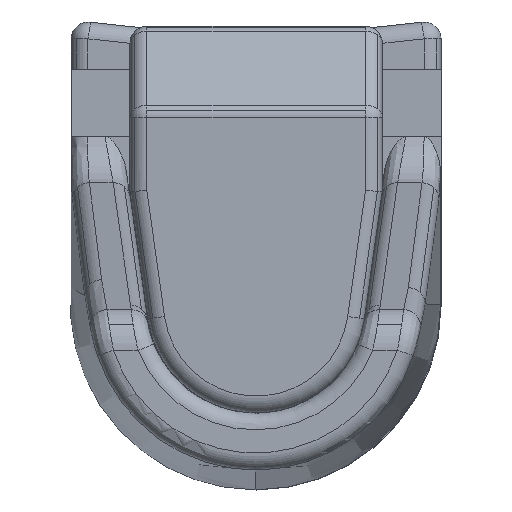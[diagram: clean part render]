
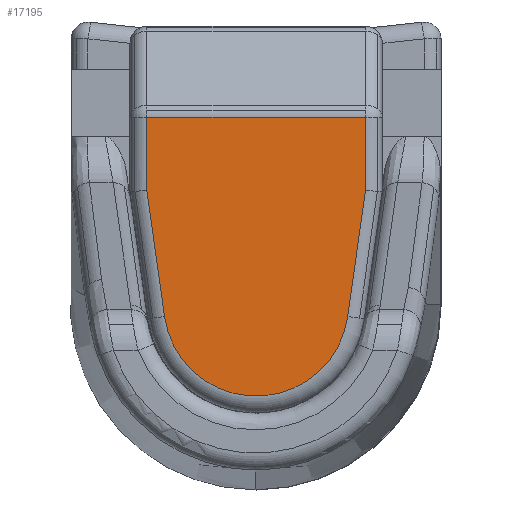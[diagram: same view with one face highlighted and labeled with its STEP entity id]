
A CAD part, top view. The second image highlights one B-rep face of the part: STEP entity #17195.
In plain terms, the highlighted planar face has unit normal (0, 0, 1).
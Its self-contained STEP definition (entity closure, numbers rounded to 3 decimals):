
#7549 = CYLINDRICAL_SURFACE('',#7550,1.);
#7550 = AXIS2_PLACEMENT_3D('',#7551,#7552,#7553);
#7551 = CARTESIAN_POINT('',(1.921,11.086,45.9));
#7552 = DIRECTION('',(1.,0.,0.));
#7553 = DIRECTION('',(-0.,0.383,0.924));
#7574 = VERTEX_POINT('',#7575);
#7575 = CARTESIAN_POINT('',(-6.454,11.086,46.9));
#7619 = EDGE_CURVE('',#7574,#7620,#7622,.T.);
#7620 = VERTEX_POINT('',#7621);
#7621 = CARTESIAN_POINT('',(6.546,11.086,46.9));
#7622 = SURFACE_CURVE('',#7623,(#7627,#7634),.PCURVE_S1.);
#7623 = LINE('',#7624,#7625);
#7624 = CARTESIAN_POINT('',(-6.454,11.086,46.9));
#7625 = VECTOR('',#7626,1.);
#7626 = DIRECTION('',(1.,0.,0.));
#7627 = PCURVE('',#7549,#7628);
#7628 = DEFINITIONAL_REPRESENTATION('',(#7629),#7633);
#7629 = LINE('',#7630,#7631);
#7630 = CARTESIAN_POINT('',(0.393,-8.375));
#7631 = VECTOR('',#7632,1.);
#7632 = DIRECTION('',(0.,1.));
#7633 = ( GEOMETRIC_REPRESENTATION_CONTEXT(2) 
PARAMETRIC_REPRESENTATION_CONTEXT() REPRESENTATION_CONTEXT('2D SPACE',''
  ) );
#7634 = PCURVE('',#7635,#7640);
#7635 = PLANE('',#7636);
#7636 = AXIS2_PLACEMENT_3D('',#7637,#7638,#7639);
#7637 = CARTESIAN_POINT('',(0.046,6.451,46.9));
#7638 = DIRECTION('',(0.,0.,1.));
#7639 = DIRECTION('',(1.,0.,-0.));
#7640 = DEFINITIONAL_REPRESENTATION('',(#7641),#7645);
#7641 = LINE('',#7642,#7643);
#7642 = CARTESIAN_POINT('',(-6.5,4.635));
#7643 = VECTOR('',#7644,1.);
#7644 = DIRECTION('',(1.,0.));
#7645 = ( GEOMETRIC_REPRESENTATION_CONTEXT(2) 
PARAMETRIC_REPRESENTATION_CONTEXT() REPRESENTATION_CONTEXT('2D SPACE',''
  ) );
#7903 = CYLINDRICAL_SURFACE('',#7904,1.);
#7904 = AXIS2_PLACEMENT_3D('',#7905,#7906,#7907);
#7905 = CARTESIAN_POINT('',(-6.454,11.475,45.9));
#7906 = DIRECTION('',(0.,1.,0.));
#7907 = DIRECTION('',(-0.707,0.,0.707)
  );
#7928 = VERTEX_POINT('',#7929);
#7929 = CARTESIAN_POINT('',(-6.454,6.731,46.9));
#7966 = CYLINDRICAL_SURFACE('',#7967,1.);
#7967 = AXIS2_PLACEMENT_3D('',#7968,#7969,#7970);
#7968 = CARTESIAN_POINT('',(-6.377,6.18,45.9));
#7969 = DIRECTION('',(-0.139,0.99,0.));
#7970 = DIRECTION('',(-0.7,-0.098,0.707)
  );
#8000 = EDGE_CURVE('',#7928,#7574,#8001,.T.);
#8001 = SURFACE_CURVE('',#8002,(#8006,#8013),.PCURVE_S1.);
#8002 = LINE('',#8003,#8004);
#8003 = CARTESIAN_POINT('',(-6.454,6.731,46.9));
#8004 = VECTOR('',#8005,1.);
#8005 = DIRECTION('',(0.,1.,0.));
#8006 = PCURVE('',#7903,#8007);
#8007 = DEFINITIONAL_REPRESENTATION('',(#8008),#8012);
#8008 = LINE('',#8009,#8010);
#8009 = CARTESIAN_POINT('',(0.785,-4.745));
#8010 = VECTOR('',#8011,1.);
#8011 = DIRECTION('',(0.,1.));
#8012 = ( GEOMETRIC_REPRESENTATION_CONTEXT(2) 
PARAMETRIC_REPRESENTATION_CONTEXT() REPRESENTATION_CONTEXT('2D SPACE',''
  ) );
#8013 = PCURVE('',#7635,#8014);
#8014 = DEFINITIONAL_REPRESENTATION('',(#8015),#8019);
#8015 = LINE('',#8016,#8017);
#8016 = CARTESIAN_POINT('',(-6.5,0.28));
#8017 = VECTOR('',#8018,1.);
#8018 = DIRECTION('',(0.,1.));
#8019 = ( GEOMETRIC_REPRESENTATION_CONTEXT(2) 
PARAMETRIC_REPRESENTATION_CONTEXT() REPRESENTATION_CONTEXT('2D SPACE',''
  ) );
#8097 = VERTEX_POINT('',#8098);
#8098 = CARTESIAN_POINT('',(-5.401,-0.765,46.9));
#8113 = TOROIDAL_SURFACE('',#8114,5.5,1.);
#8114 = AXIS2_PLACEMENT_3D('',#8115,#8116,#8117);
#8115 = CARTESIAN_POINT('',(0.046,0.,45.9));
#8116 = DIRECTION('',(0.,0.,-1.));
#8117 = DIRECTION('',(-1.,0.,0.));
#8125 = EDGE_CURVE('',#8097,#7928,#8126,.T.);
#8126 = SURFACE_CURVE('',#8127,(#8131,#8138),.PCURVE_S1.);
#8127 = LINE('',#8128,#8129);
#8128 = CARTESIAN_POINT('',(-5.401,-0.765,46.9));
#8129 = VECTOR('',#8130,1.);
#8130 = DIRECTION('',(-0.139,0.99,0.));
#8131 = PCURVE('',#7966,#8132);
#8132 = DEFINITIONAL_REPRESENTATION('',(#8133),#8137);
#8133 = LINE('',#8134,#8135);
#8134 = CARTESIAN_POINT('',(0.785,-7.014));
#8135 = VECTOR('',#8136,1.);
#8136 = DIRECTION('',(0.,1.));
#8137 = ( GEOMETRIC_REPRESENTATION_CONTEXT(2) 
PARAMETRIC_REPRESENTATION_CONTEXT() REPRESENTATION_CONTEXT('2D SPACE',''
  ) );
#8138 = PCURVE('',#7635,#8139);
#8139 = DEFINITIONAL_REPRESENTATION('',(#8140),#8144);
#8140 = LINE('',#8141,#8142);
#8141 = CARTESIAN_POINT('',(-5.446,-7.216));
#8142 = VECTOR('',#8143,1.);
#8143 = DIRECTION('',(-0.139,0.99));
#8144 = ( GEOMETRIC_REPRESENTATION_CONTEXT(2) 
PARAMETRIC_REPRESENTATION_CONTEXT() REPRESENTATION_CONTEXT('2D SPACE',''
  ) );
#8161 = CYLINDRICAL_SURFACE('',#8162,1.);
#8162 = AXIS2_PLACEMENT_3D('',#8163,#8164,#8165);
#8163 = CARTESIAN_POINT('',(5.937,2.397,45.9));
#8164 = DIRECTION('',(-0.139,-0.99,0.));
#8165 = DIRECTION('',(0.7,-0.098,0.707));
#8230 = VERTEX_POINT('',#8231);
#8231 = CARTESIAN_POINT('',(6.546,6.731,46.9));
#8268 = CYLINDRICAL_SURFACE('',#8269,1.);
#8269 = AXIS2_PLACEMENT_3D('',#8270,#8271,#8272);
#8270 = CARTESIAN_POINT('',(6.546,6.556,45.9));
#8271 = DIRECTION('',(0.,-1.,0.));
#8272 = DIRECTION('',(0.707,0.,0.707));
#8302 = EDGE_CURVE('',#8230,#8303,#8305,.T.);
#8303 = VERTEX_POINT('',#8304);
#8304 = CARTESIAN_POINT('',(5.492,-0.765,46.9));
#8305 = SURFACE_CURVE('',#8306,(#8310,#8317),.PCURVE_S1.);
#8306 = LINE('',#8307,#8308);
#8307 = CARTESIAN_POINT('',(6.546,6.731,46.9));
#8308 = VECTOR('',#8309,1.);
#8309 = DIRECTION('',(-0.139,-0.99,0.));
#8310 = PCURVE('',#8161,#8311);
#8311 = DEFINITIONAL_REPRESENTATION('',(#8312),#8316);
#8312 = LINE('',#8313,#8314);
#8313 = CARTESIAN_POINT('',(0.785,-4.376));
#8314 = VECTOR('',#8315,1.);
#8315 = DIRECTION('',(0.,1.));
#8316 = ( GEOMETRIC_REPRESENTATION_CONTEXT(2) 
PARAMETRIC_REPRESENTATION_CONTEXT() REPRESENTATION_CONTEXT('2D SPACE',''
  ) );
#8317 = PCURVE('',#7635,#8318);
#8318 = DEFINITIONAL_REPRESENTATION('',(#8319),#8323);
#8319 = LINE('',#8320,#8321);
#8320 = CARTESIAN_POINT('',(6.5,0.28));
#8321 = VECTOR('',#8322,1.);
#8322 = DIRECTION('',(-0.139,-0.99));
#8323 = ( GEOMETRIC_REPRESENTATION_CONTEXT(2) 
PARAMETRIC_REPRESENTATION_CONTEXT() REPRESENTATION_CONTEXT('2D SPACE',''
  ) );
#8422 = EDGE_CURVE('',#7620,#8230,#8423,.T.);
#8423 = SURFACE_CURVE('',#8424,(#8428,#8435),.PCURVE_S1.);
#8424 = LINE('',#8425,#8426);
#8425 = CARTESIAN_POINT('',(6.546,11.086,46.9));
#8426 = VECTOR('',#8427,1.);
#8427 = DIRECTION('',(0.,-1.,0.));
#8428 = PCURVE('',#8268,#8429);
#8429 = DEFINITIONAL_REPRESENTATION('',(#8430),#8434);
#8430 = LINE('',#8431,#8432);
#8431 = CARTESIAN_POINT('',(0.785,-4.53));
#8432 = VECTOR('',#8433,1.);
#8433 = DIRECTION('',(0.,1.));
#8434 = ( GEOMETRIC_REPRESENTATION_CONTEXT(2) 
PARAMETRIC_REPRESENTATION_CONTEXT() REPRESENTATION_CONTEXT('2D SPACE',''
  ) );
#8435 = PCURVE('',#7635,#8436);
#8436 = DEFINITIONAL_REPRESENTATION('',(#8437),#8441);
#8437 = LINE('',#8438,#8439);
#8438 = CARTESIAN_POINT('',(6.5,4.635));
#8439 = VECTOR('',#8440,1.);
#8440 = DIRECTION('',(0.,-1.));
#8441 = ( GEOMETRIC_REPRESENTATION_CONTEXT(2) 
PARAMETRIC_REPRESENTATION_CONTEXT() REPRESENTATION_CONTEXT('2D SPACE',''
  ) );
#16870 = EDGE_CURVE('',#8097,#8303,#16871,.T.);
#16871 = SURFACE_CURVE('',#16872,(#16877,#16884),.PCURVE_S1.);
#16872 = CIRCLE('',#16873,5.5);
#16873 = AXIS2_PLACEMENT_3D('',#16874,#16875,#16876);
#16874 = CARTESIAN_POINT('',(0.046,0.,46.9));
#16875 = DIRECTION('',(0.,0.,1.));
#16876 = DIRECTION('',(-1.,0.,0.));
#16877 = PCURVE('',#8113,#16878);
#16878 = DEFINITIONAL_REPRESENTATION('',(#16879),#16883);
#16879 = LINE('',#16880,#16881);
#16880 = CARTESIAN_POINT('',(6.283,4.712));
#16881 = VECTOR('',#16882,1.);
#16882 = DIRECTION('',(-1.,0.));
#16883 = ( GEOMETRIC_REPRESENTATION_CONTEXT(2) 
PARAMETRIC_REPRESENTATION_CONTEXT() REPRESENTATION_CONTEXT('2D SPACE',''
  ) );
#16884 = PCURVE('',#7635,#16885);
#16885 = DEFINITIONAL_REPRESENTATION('',(#16886),#16890);
#16886 = CIRCLE('',#16887,5.5);
#16887 = AXIS2_PLACEMENT_2D('',#16888,#16889);
#16888 = CARTESIAN_POINT('',(0.,-6.451));
#16889 = DIRECTION('',(-1.,0.));
#16890 = ( GEOMETRIC_REPRESENTATION_CONTEXT(2) 
PARAMETRIC_REPRESENTATION_CONTEXT() REPRESENTATION_CONTEXT('2D SPACE',''
  ) );
#17195 = ADVANCED_FACE('',(#17196),#7635,.T.);
#17196 = FACE_BOUND('',#17197,.T.);
#17197 = EDGE_LOOP('',(#17198,#17199,#17200,#17201,#17202,#17203));
#17198 = ORIENTED_EDGE('',*,*,#16870,.T.);
#17199 = ORIENTED_EDGE('',*,*,#8302,.F.);
#17200 = ORIENTED_EDGE('',*,*,#8422,.F.);
#17201 = ORIENTED_EDGE('',*,*,#7619,.F.);
#17202 = ORIENTED_EDGE('',*,*,#8000,.F.);
#17203 = ORIENTED_EDGE('',*,*,#8125,.F.);
